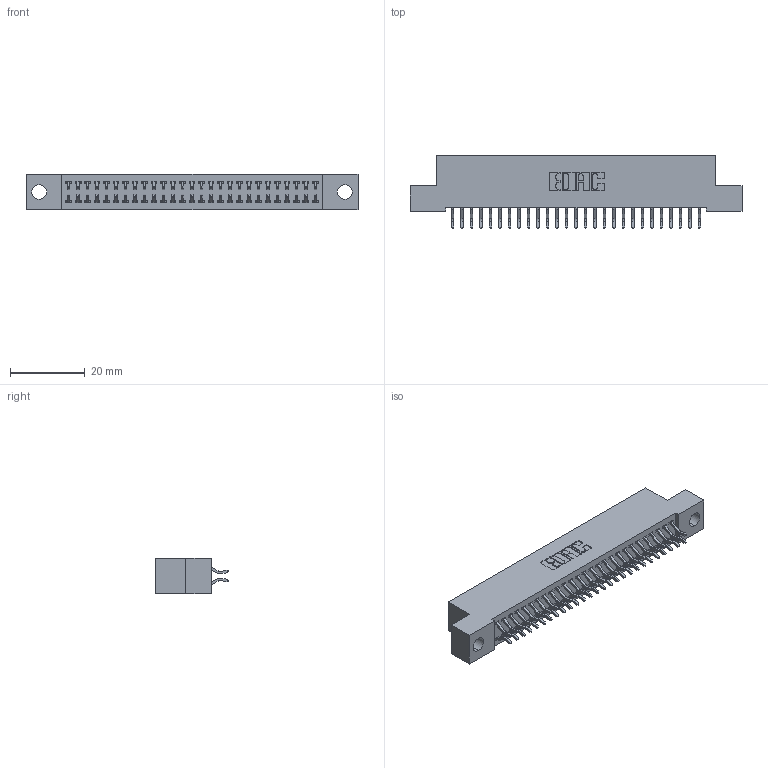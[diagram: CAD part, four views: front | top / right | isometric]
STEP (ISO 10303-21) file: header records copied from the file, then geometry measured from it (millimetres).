
FILE_DESCRIPTION (( 'STEP AP203' ), '1' );
FILE_NAME ('392-054-556-204.STEP', '2019-10-08T14:04:23', ( '' ), ( '' ), 'SwSTEP 2.0', 'SolidWorks 2016', '' );
FILE_SCHEMA (( 'CONFIG_CONTROL_DESIGN' ));
Length unit declared in the file: inch
Products named in the file (3): 345-292-001_556 Tail; 392-054-556-204; 342 Part_.156 TH
Assembly tree (55 placements, depth 2):
  392-054-556-204
    342 Part_.156 TH
    345-292-001_556 Tail  x54
Bounding box: 88.9 x 19.58 x 9.4 mm (x, y, z)
Volume: 7828.3 mm3; surface area: 12144.6 mm2
Topology: 55 solids, 55 shells, 3242 faces, 9641 edges, 6354 vertices
Faces by surface type: plane 2226, cylinder 1016
Entity records: 19401 total; most frequent: CARTESIAN_POINT 3246, ORIENTED_EDGE 3170, DIRECTION 2789, EDGE_CURVE 1585, VECTOR 1449, LINE 1449, VERTEX_POINT 1054, AXIS2_PLACEMENT_3D 670
